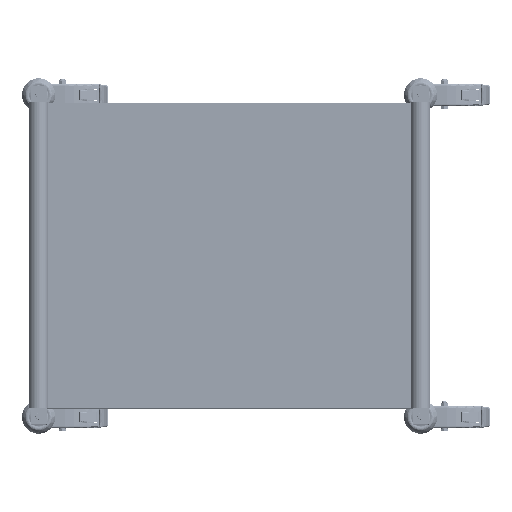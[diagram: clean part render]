
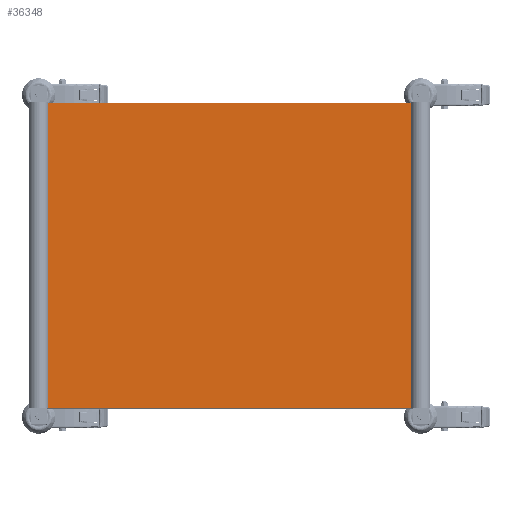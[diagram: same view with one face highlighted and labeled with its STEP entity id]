
A CAD part, top view. The second image highlights one B-rep face of the part: STEP entity #36348.
In plain terms, the highlighted face is planar.
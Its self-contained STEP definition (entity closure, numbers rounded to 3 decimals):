
#5292=FACE_OUTER_BOUND('',#7413,.T.);
#7413=EDGE_LOOP('',(#29664,#29665,#29666,#29667));
#10158=LINE('',#63627,#13106);
#10159=LINE('',#63629,#13107);
#10160=LINE('',#63631,#13108);
#10161=LINE('',#63632,#13109);
#13106=VECTOR('',#46761,10.);
#13107=VECTOR('',#46762,10.);
#13108=VECTOR('',#46763,10.);
#13109=VECTOR('',#46764,10.);
#16331=VERTEX_POINT('',#63625);
#16332=VERTEX_POINT('',#63626);
#16333=VERTEX_POINT('',#63628);
#16334=VERTEX_POINT('',#63630);
#20891=EDGE_CURVE('',#16331,#16332,#10158,.T.);
#20892=EDGE_CURVE('',#16333,#16331,#10159,.T.);
#20893=EDGE_CURVE('',#16334,#16333,#10160,.T.);
#20894=EDGE_CURVE('',#16332,#16334,#10161,.T.);
#29664=ORIENTED_EDGE('',*,*,#20891,.F.);
#29665=ORIENTED_EDGE('',*,*,#20892,.F.);
#29666=ORIENTED_EDGE('',*,*,#20893,.F.);
#29667=ORIENTED_EDGE('',*,*,#20894,.F.);
#33414=PLANE('',#39426);
#36348=ADVANCED_FACE('',(#5292),#33414,.F.);
#39426=AXIS2_PLACEMENT_3D('',#63624,#46759,#46760);
#46759=DIRECTION('center_axis',(0.,0.,1.));
#46760=DIRECTION('ref_axis',(1.,0.,0.));
#46761=DIRECTION('',(0.,-1.,0.));
#46762=DIRECTION('',(-1.,0.,0.));
#46763=DIRECTION('',(0.,1.,0.));
#46764=DIRECTION('',(1.,0.,0.));
#63624=CARTESIAN_POINT('Origin',(0.,0.,-7.5));
#63625=CARTESIAN_POINT('',(-368.5,283.,-7.5));
#63626=CARTESIAN_POINT('',(-368.5,-283.,-7.5));
#63627=CARTESIAN_POINT('',(-368.5,-283.,-7.5));
#63628=CARTESIAN_POINT('',(368.5,283.,-7.5));
#63629=CARTESIAN_POINT('',(-368.5,283.,-7.5));
#63630=CARTESIAN_POINT('',(368.5,-283.,-7.5));
#63631=CARTESIAN_POINT('',(368.5,283.,-7.5));
#63632=CARTESIAN_POINT('',(368.5,-283.,-7.5));
